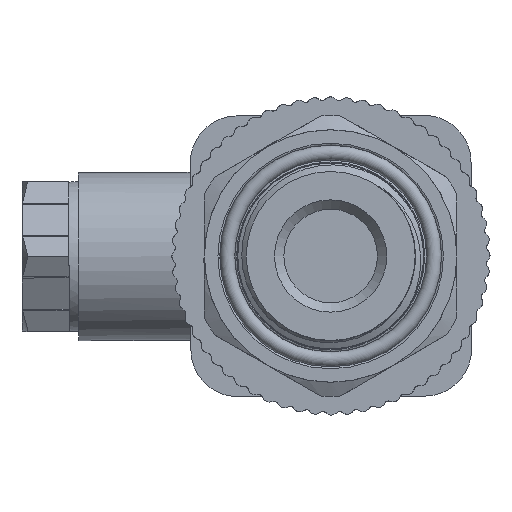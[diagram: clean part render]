
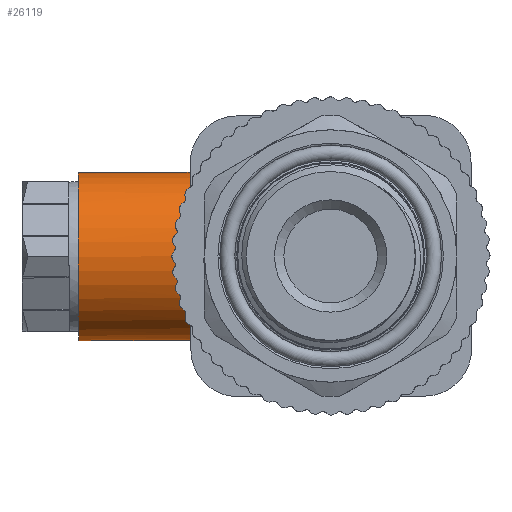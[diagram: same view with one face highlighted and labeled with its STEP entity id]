
A CAD part, left-side view. The second image highlights one B-rep face of the part: STEP entity #26119.
In plain terms, the highlighted cylindrical face has radius 9 mm (diameter 18 mm), a full revolution.
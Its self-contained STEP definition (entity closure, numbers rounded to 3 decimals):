
#2744=FACE_OUTER_BOUND('',#4272,.T.);
#4272=EDGE_LOOP('',(#22635,#22636,#22637,#22638,#22639,#22640,#22641));
#5050=CIRCLE('',#27671,9.);
#5051=CIRCLE('',#27672,9.);
#5076=CIRCLE('',#27753,9.);
#6050=B_SPLINE_CURVE_WITH_KNOTS('',3,(#54101,#54102,#54103,#54104,#54105,
#54106,#54107,#54108,#54109,#54110),.UNSPECIFIED.,.F.,.F.,(4,2,1,1,1,1,
4),(-0.002,0.,0.204,0.408,0.611,
0.815,1.019),.UNSPECIFIED.);
#6051=B_SPLINE_CURVE_WITH_KNOTS('',3,(#54179,#54180,#54181,#54182,#54183,
#54184,#54185,#54186,#54187,#54188,#54189,#54190),.UNSPECIFIED.,.F.,.F.,
(4,1,1,1,1,1,1,2,4),(0.,0.204,0.306,
0.408,0.509,0.611,0.815,
1.019,1.02),.UNSPECIFIED.);
#8137=LINE('',#54542,#9994);
#9994=VECTOR('',#31917,9.);
#11902=VERTEX_POINT('',#51542);
#12166=VERTEX_POINT('',#54099);
#12167=VERTEX_POINT('',#54112);
#12169=VERTEX_POINT('',#54116);
#12260=VERTEX_POINT('',#54540);
#15685=EDGE_CURVE('',#11902,#12166,#6050,.T.);
#15688=EDGE_CURVE('',#12166,#12169,#5050,.T.);
#15689=EDGE_CURVE('',#12169,#12167,#5051,.T.);
#15690=EDGE_CURVE('',#12167,#11902,#6051,.T.);
#15835=EDGE_CURVE('',#12260,#12260,#5076,.T.);
#15836=EDGE_CURVE('',#12260,#12169,#8137,.T.);
#22635=ORIENTED_EDGE('',*,*,#15835,.F.);
#22636=ORIENTED_EDGE('',*,*,#15836,.T.);
#22637=ORIENTED_EDGE('',*,*,#15688,.F.);
#22638=ORIENTED_EDGE('',*,*,#15685,.F.);
#22639=ORIENTED_EDGE('',*,*,#15690,.F.);
#22640=ORIENTED_EDGE('',*,*,#15689,.F.);
#22641=ORIENTED_EDGE('',*,*,#15836,.F.);
#24996=CYLINDRICAL_SURFACE('',#27752,9.);
#26119=ADVANCED_FACE('',(#2744),#24996,.T.);
#27671=AXIS2_PLACEMENT_3D('',#54117,#31656,#31657);
#27672=AXIS2_PLACEMENT_3D('',#54118,#31658,#31659);
#27752=AXIS2_PLACEMENT_3D('',#54539,#31913,#31914);
#27753=AXIS2_PLACEMENT_3D('',#54541,#31915,#31916);
#31656=DIRECTION('center_axis',(0.,0.,-1.));
#31657=DIRECTION('ref_axis',(1.,0.,0.));
#31658=DIRECTION('center_axis',(0.,0.,-1.));
#31659=DIRECTION('ref_axis',(1.,0.,0.));
#31913=DIRECTION('center_axis',(0.,0.,1.));
#31914=DIRECTION('ref_axis',(-1.,0.,0.));
#31915=DIRECTION('center_axis',(0.,0.,1.));
#31916=DIRECTION('ref_axis',(-1.,0.,0.));
#31917=DIRECTION('',(0.,0.,-1.));
#51542=CARTESIAN_POINT('',(-28.,0.,10.5));
#54099=CARTESIAN_POINT('',(-24.4,7.2,14.5));
#54101=CARTESIAN_POINT('Ctrl Pts',(-28.,0.,10.5));
#54102=CARTESIAN_POINT('Ctrl Pts',(-28.,0.004,10.503));
#54103=CARTESIAN_POINT('Ctrl Pts',(-28.,0.008,
10.505));
#54104=CARTESIAN_POINT('Ctrl Pts',(-27.999,0.528,
10.871));
#54105=CARTESIAN_POINT('Ctrl Pts',(-27.909,1.565,11.599));
#54106=CARTESIAN_POINT('Ctrl Pts',(-27.501,3.098,12.639));
#54107=CARTESIAN_POINT('Ctrl Pts',(-26.801,4.592,13.566));
#54108=CARTESIAN_POINT('Ctrl Pts',(-25.787,6.,14.28));
#54109=CARTESIAN_POINT('Ctrl Pts',(-24.889,6.833,14.5));
#54110=CARTESIAN_POINT('Ctrl Pts',(-24.4,7.2,14.5));
#54112=CARTESIAN_POINT('',(-24.4,-7.2,14.5));
#54116=CARTESIAN_POINT('',(-10.,0.,14.5));
#54117=CARTESIAN_POINT('Origin',(-19.,0.,14.5));
#54118=CARTESIAN_POINT('Origin',(-19.,0.,14.5));
#54179=CARTESIAN_POINT('Ctrl Pts',(-24.4,-7.2,14.5));
#54180=CARTESIAN_POINT('Ctrl Pts',(-24.889,-6.833,
14.5));
#54181=CARTESIAN_POINT('Ctrl Pts',(-25.563,-6.207,
14.335));
#54182=CARTESIAN_POINT('Ctrl Pts',(-26.294,-5.296,
13.923));
#54183=CARTESIAN_POINT('Ctrl Pts',(-26.763,-4.579,
13.539));
#54184=CARTESIAN_POINT('Ctrl Pts',(-27.15,-3.846,
13.104));
#54185=CARTESIAN_POINT('Ctrl Pts',(-27.569,-2.842,
12.466));
#54186=CARTESIAN_POINT('Ctrl Pts',(-27.909,-1.565,
11.6));
#54187=CARTESIAN_POINT('Ctrl Pts',(-27.999,-0.528,
10.871));
#54188=CARTESIAN_POINT('Ctrl Pts',(-28.,-0.008,
10.505));
#54189=CARTESIAN_POINT('Ctrl Pts',(-28.,-0.004,10.503));
#54190=CARTESIAN_POINT('Ctrl Pts',(-28.,0.,10.5));
#54539=CARTESIAN_POINT('Origin',(-19.,0.,13.5));
#54540=CARTESIAN_POINT('',(-10.,0.,27.));
#54541=CARTESIAN_POINT('Origin',(-19.,0.,27.));
#54542=CARTESIAN_POINT('',(-10.,0.,13.5));
